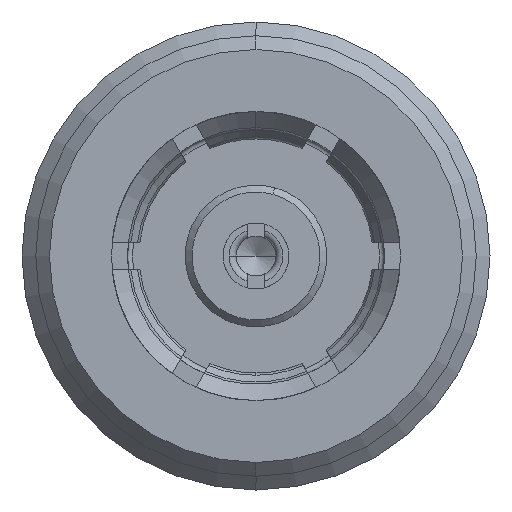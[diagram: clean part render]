
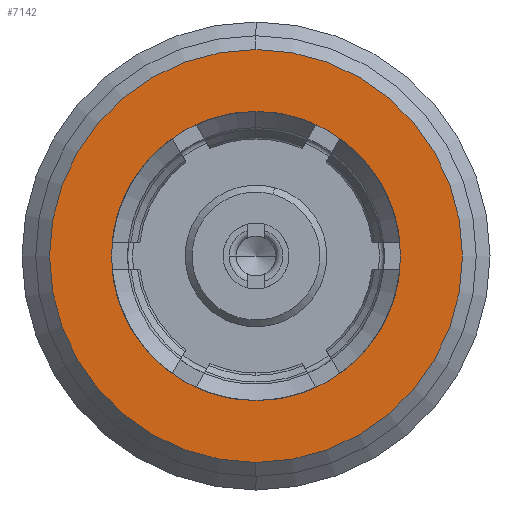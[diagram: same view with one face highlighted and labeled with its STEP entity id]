
A CAD part, left-side view. The second image highlights one B-rep face of the part: STEP entity #7142.
In plain terms, the highlighted planar face has unit normal (-1, 0, 0).
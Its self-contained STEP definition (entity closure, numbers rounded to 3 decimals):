
#37 = CARTESIAN_POINT ( 'NONE',  ( -2.2, 0., 0. ) ) ;
#218 = FACE_OUTER_BOUND ( 'NONE', #1442, .T. ) ;
#317 = DIRECTION ( 'NONE',  ( 1., 0., 0. ) ) ;
#439 = EDGE_CURVE ( 'NONE', #2150, #3097, #6326, .T. ) ;
#611 = DIRECTION ( 'NONE',  ( 0., 0., 1. ) ) ;
#624 = EDGE_CURVE ( 'NONE', #1982, #2288, #7034, .T. ) ;
#1410 = PLANE ( 'NONE',  #3313 ) ;
#1442 = EDGE_LOOP ( 'NONE', ( #4550, #3957 ) ) ;
#1927 = EDGE_CURVE ( 'NONE', #3097, #2150, #6217, .T. ) ;
#1982 = VERTEX_POINT ( 'NONE', #3296 ) ;
#2150 = VERTEX_POINT ( 'NONE', #3838 ) ;
#2288 = VERTEX_POINT ( 'NONE', #5533 ) ;
#2354 = DIRECTION ( 'NONE',  ( -1., 0., 0. ) ) ;
#3000 = AXIS2_PLACEMENT_3D ( 'NONE', #3332, #3360, #3371 ) ;
#3097 = VERTEX_POINT ( 'NONE', #4176 ) ;
#3296 = CARTESIAN_POINT ( 'NONE',  ( -2.2, 0., -2.1 ) ) ;
#3313 = AXIS2_PLACEMENT_3D ( 'NONE', #3631, #317, #4192 ) ;
#3332 = CARTESIAN_POINT ( 'NONE',  ( -2.2, 0., 0. ) ) ;
#3360 = DIRECTION ( 'NONE',  ( -1., 0., 0. ) ) ;
#3371 = DIRECTION ( 'NONE',  ( 0., 0., 1. ) ) ;
#3488 = AXIS2_PLACEMENT_3D ( 'NONE', #6680, #2354, #6837 ) ;
#3631 = CARTESIAN_POINT ( 'NONE',  ( -2.2, 2.65, 0. ) ) ;
#3838 = CARTESIAN_POINT ( 'NONE',  ( -2.2, 0., -3. ) ) ;
#3852 = ORIENTED_EDGE ( 'NONE', *, *, #5550, .F. ) ;
#3926 = DIRECTION ( 'NONE',  ( -1., 0., 0. ) ) ;
#3957 = ORIENTED_EDGE ( 'NONE', *, *, #1927, .T. ) ;
#4130 = ORIENTED_EDGE ( 'NONE', *, *, #624, .F. ) ;
#4176 = CARTESIAN_POINT ( 'NONE',  ( -2.2, 0., 3. ) ) ;
#4192 = DIRECTION ( 'NONE',  ( 0., 0., -1. ) ) ;
#4280 = EDGE_LOOP ( 'NONE', ( #3852, #4130 ) ) ;
#4326 = CARTESIAN_POINT ( 'NONE',  ( -2.2, 0., 0. ) ) ;
#4550 = ORIENTED_EDGE ( 'NONE', *, *, #439, .T. ) ;
#4601 = AXIS2_PLACEMENT_3D ( 'NONE', #37, #3926, #611 ) ;
#4620 = FACE_BOUND ( 'NONE', #4280, .T. ) ;
#4624 = CIRCLE ( 'NONE', #4601, 2.1 ) ;
#5379 = DIRECTION ( 'NONE',  ( -1., 0., 0. ) ) ;
#5402 = DIRECTION ( 'NONE',  ( 0., 0., -1. ) ) ;
#5533 = CARTESIAN_POINT ( 'NONE',  ( -2.2, 0., 2.1 ) ) ;
#5550 = EDGE_CURVE ( 'NONE', #2288, #1982, #4624, .T. ) ;
#5687 = AXIS2_PLACEMENT_3D ( 'NONE', #4326, #5379, #5402 ) ;
#6217 = CIRCLE ( 'NONE', #3488, 3. ) ;
#6326 = CIRCLE ( 'NONE', #5687, 3. ) ;
#6680 = CARTESIAN_POINT ( 'NONE',  ( -2.2, 0., 0. ) ) ;
#6837 = DIRECTION ( 'NONE',  ( 0., 0., -1. ) ) ;
#7034 = CIRCLE ( 'NONE', #3000, 2.1 ) ;
#7142 = ADVANCED_FACE ( 'NONE', ( #218, #4620 ), #1410, .F. ) ;
